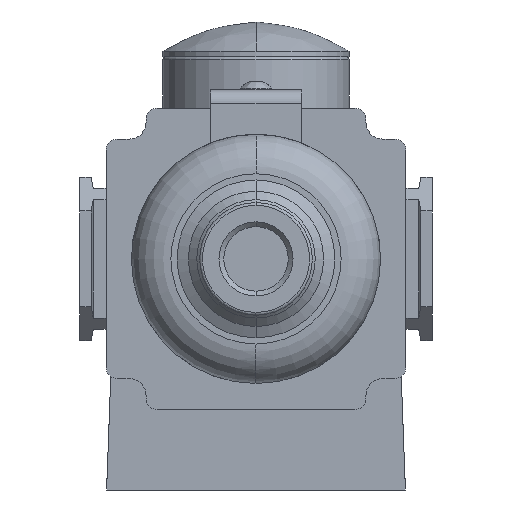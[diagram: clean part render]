
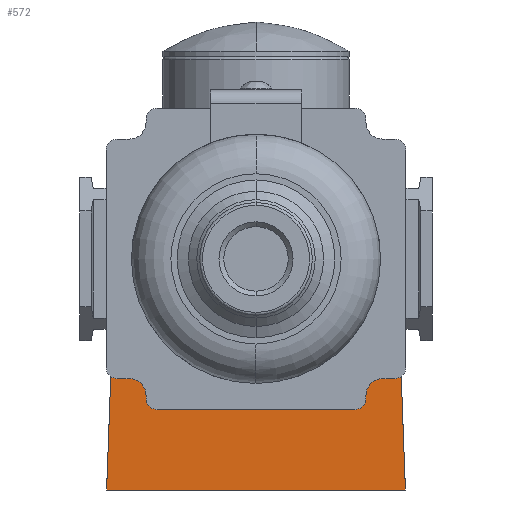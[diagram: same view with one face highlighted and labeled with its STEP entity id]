
A CAD part, front view. The second image highlights one B-rep face of the part: STEP entity #572.
In plain terms, the highlighted planar face has unit normal (0, -1, 0).
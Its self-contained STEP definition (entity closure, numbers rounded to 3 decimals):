
#14 = EDGE_CURVE ( 'NONE', #6758, #2002, #3350, .T. ) ;
#39 = VERTEX_POINT ( 'NONE', #1102 ) ;
#149 = CARTESIAN_POINT ( 'NONE',  ( -16., 37.5, -14. ) ) ;
#190 = EDGE_CURVE ( 'NONE', #4298, #39, #3189, .T. ) ;
#324 = EDGE_LOOP ( 'NONE', ( #6808, #6798, #2818, #4520, #6388, #991, #3928, #7225, #995, #6526, #1526, #488, #3091, #2854, #381, #5003, #2958, #7131 ) ) ;
#339 = VERTEX_POINT ( 'NONE', #1777 ) ;
#381 = ORIENTED_EDGE ( 'NONE', *, *, #6532, .T. ) ;
#434 = VECTOR ( 'NONE', #781, 1000. ) ;
#455 = CARTESIAN_POINT ( 'NONE',  ( -13., 37.5, -24.65 ) ) ;
#481 = CARTESIAN_POINT ( 'NONE',  ( -24.4, 37.5, -12. ) ) ;
#488 = ORIENTED_EDGE ( 'NONE', *, *, #1119, .T. ) ;
#507 = DIRECTION ( 'NONE',  ( 0.036, 0., 0.999 ) ) ;
#520 = DIRECTION ( 'NONE',  ( 0., 0., 1. ) ) ;
#572 = ADVANCED_FACE ( 'NONE', ( #3748 ), #2508, .F. ) ;
#588 = CARTESIAN_POINT ( 'NONE',  ( -26.5, 37.5, -39. ) ) ;
#592 = CARTESIAN_POINT ( 'NONE',  ( -26.5, 37.5, -41. ) ) ;
#765 = DIRECTION ( 'NONE',  ( -1., 0., 0. ) ) ;
#768 = CIRCLE ( 'NONE', #4985, 2. ) ;
#781 = DIRECTION ( 'NONE',  ( 0., 0., -1. ) ) ;
#827 = VERTEX_POINT ( 'NONE', #6938 ) ;
#971 = CARTESIAN_POINT ( 'NONE',  ( -24.4, 37.5, -14. ) ) ;
#991 = ORIENTED_EDGE ( 'NONE', *, *, #7366, .F. ) ;
#995 = ORIENTED_EDGE ( 'NONE', *, *, #7562, .T. ) ;
#1097 = LINE ( 'NONE', #5825, #1625 ) ;
#1102 = CARTESIAN_POINT ( 'NONE',  ( 16., 37.5, -14. ) ) ;
#1105 = CARTESIAN_POINT ( 'NONE',  ( 24.4, 37.5, -12. ) ) ;
#1119 = EDGE_CURVE ( 'NONE', #339, #6668, #1195, .T. ) ;
#1174 = CARTESIAN_POINT ( 'NONE',  ( 26.5, 37.5, -39. ) ) ;
#1195 = CIRCLE ( 'NONE', #6024, 2. ) ;
#1210 = AXIS2_PLACEMENT_3D ( 'NONE', #4197, #4959, #3689 ) ;
#1269 = LINE ( 'NONE', #3174, #4732 ) ;
#1338 = DIRECTION ( 'NONE',  ( 0., 0., 1. ) ) ;
#1407 = CARTESIAN_POINT ( 'NONE',  ( 11., 37.5, -24.65 ) ) ;
#1496 = LINE ( 'NONE', #455, #7490 ) ;
#1502 = VECTOR ( 'NONE', #6749, 1000. ) ;
#1517 = VECTOR ( 'NONE', #6795, 1000. ) ;
#1526 = ORIENTED_EDGE ( 'NONE', *, *, #2689, .T. ) ;
#1565 = DIRECTION ( 'NONE',  ( 0., 1., 0. ) ) ;
#1625 = VECTOR ( 'NONE', #5241, 1000. ) ;
#1721 = EDGE_CURVE ( 'NONE', #3109, #5187, #1941, .T. ) ;
#1728 = EDGE_CURVE ( 'NONE', #6223, #6767, #7404, .T. ) ;
#1752 = VECTOR ( 'NONE', #765, 1000. ) ;
#1777 = CARTESIAN_POINT ( 'NONE',  ( 13., 37.5, -24.65 ) ) ;
#1796 = EDGE_CURVE ( 'NONE', #4806, #827, #3676, .T. ) ;
#1941 = CIRCLE ( 'NONE', #4675, 2. ) ;
#2002 = VERTEX_POINT ( 'NONE', #5122 ) ;
#2075 = DIRECTION ( 'NONE',  ( 0., 0., -1. ) ) ;
#2109 = CARTESIAN_POINT ( 'NONE',  ( 13., 37.5, -17. ) ) ;
#2167 = CARTESIAN_POINT ( 'NONE',  ( 26.5, 37.5, -39. ) ) ;
#2186 = CARTESIAN_POINT ( 'NONE',  ( -26.5, 37.5, -41. ) ) ;
#2189 = DIRECTION ( 'NONE',  ( 1., 0., 0. ) ) ;
#2371 = VECTOR ( 'NONE', #507, 1000. ) ;
#2398 = CARTESIAN_POINT ( 'NONE',  ( -13., 37.5, -24.65 ) ) ;
#2449 = LINE ( 'NONE', #4260, #1502 ) ;
#2508 = PLANE ( 'NONE',  #4401 ) ;
#2549 = DIRECTION ( 'NONE',  ( 0., 1., 0. ) ) ;
#2689 = EDGE_CURVE ( 'NONE', #4298, #339, #3899, .T. ) ;
#2734 = DIRECTION ( 'NONE',  ( 1., 0., 0. ) ) ;
#2818 = ORIENTED_EDGE ( 'NONE', *, *, #3070, .T. ) ;
#2825 = DIRECTION ( 'NONE',  ( 0., 0., 1. ) ) ;
#2854 = ORIENTED_EDGE ( 'NONE', *, *, #1721, .T. ) ;
#2958 = ORIENTED_EDGE ( 'NONE', *, *, #3269, .T. ) ;
#3070 = EDGE_CURVE ( 'NONE', #6758, #5424, #6803, .T. ) ;
#3073 = CARTESIAN_POINT ( 'NONE',  ( 13., 37.5, -17. ) ) ;
#3091 = ORIENTED_EDGE ( 'NONE', *, *, #4700, .T. ) ;
#3109 = VERTEX_POINT ( 'NONE', #3579 ) ;
#3174 = CARTESIAN_POINT ( 'NONE',  ( 11., 37.5, -26.65 ) ) ;
#3189 = CIRCLE ( 'NONE', #3436, 3. ) ;
#3248 = EDGE_CURVE ( 'NONE', #4550, #3616, #2449, .T. ) ;
#3269 = EDGE_CURVE ( 'NONE', #4806, #6223, #5458, .T. ) ;
#3283 = VECTOR ( 'NONE', #3316, 1000. ) ;
#3316 = DIRECTION ( 'NONE',  ( 1., 0., 0. ) ) ;
#3350 = LINE ( 'NONE', #4083, #7641 ) ;
#3396 = DIRECTION ( 'NONE',  ( 0., 1., 0. ) ) ;
#3429 = CARTESIAN_POINT ( 'NONE',  ( 24.4, 37.5, -14. ) ) ;
#3436 = AXIS2_PLACEMENT_3D ( 'NONE', #6315, #5699, #4534 ) ;
#3472 = DIRECTION ( 'NONE',  ( 0., 1., 0. ) ) ;
#3554 = VERTEX_POINT ( 'NONE', #6730 ) ;
#3579 = CARTESIAN_POINT ( 'NONE',  ( -11., 37.5, -26.65 ) ) ;
#3616 = VERTEX_POINT ( 'NONE', #7549 ) ;
#3676 = CIRCLE ( 'NONE', #1210, 3. ) ;
#3689 = DIRECTION ( 'NONE',  ( 1., 0., 0. ) ) ;
#3748 = FACE_OUTER_BOUND ( 'NONE', #324, .T. ) ;
#3899 = LINE ( 'NONE', #2109, #5675 ) ;
#3928 = ORIENTED_EDGE ( 'NONE', *, *, #3248, .F. ) ;
#3935 = DIRECTION ( 'NONE',  ( 1., 0., 0. ) ) ;
#3952 = CARTESIAN_POINT ( 'NONE',  ( 24.4, 37.5, -14. ) ) ;
#4002 = LINE ( 'NONE', #3429, #7124 ) ;
#4050 = DIRECTION ( 'NONE',  ( 0., 1., 0. ) ) ;
#4068 = CARTESIAN_POINT ( 'NONE',  ( 25.511, 37.5, -13.663 ) ) ;
#4083 = CARTESIAN_POINT ( 'NONE',  ( -26.5, 37.5, -39. ) ) ;
#4172 = EDGE_CURVE ( 'NONE', #2002, #6767, #4194, .T. ) ;
#4194 = LINE ( 'NONE', #592, #2371 ) ;
#4197 = CARTESIAN_POINT ( 'NONE',  ( -16., 37.5, -17. ) ) ;
#4220 = EDGE_CURVE ( 'NONE', #3554, #5424, #1097, .T. ) ;
#4260 = CARTESIAN_POINT ( 'NONE',  ( 24.984, 37.5, 0.904 ) ) ;
#4298 = VERTEX_POINT ( 'NONE', #3073 ) ;
#4353 = EDGE_CURVE ( 'NONE', #5943, #3554, #6869, .T. ) ;
#4401 = AXIS2_PLACEMENT_3D ( 'NONE', #7286, #2549, #1338 ) ;
#4469 = LINE ( 'NONE', #6843, #3283 ) ;
#4520 = ORIENTED_EDGE ( 'NONE', *, *, #4220, .F. ) ;
#4534 = DIRECTION ( 'NONE',  ( 1., 0., 0. ) ) ;
#4550 = VERTEX_POINT ( 'NONE', #4068 ) ;
#4675 = AXIS2_PLACEMENT_3D ( 'NONE', #5801, #3396, #2189 ) ;
#4700 = EDGE_CURVE ( 'NONE', #6668, #3109, #1269, .T. ) ;
#4732 = VECTOR ( 'NONE', #6741, 1000. ) ;
#4806 = VERTEX_POINT ( 'NONE', #6698 ) ;
#4959 = DIRECTION ( 'NONE',  ( 0., 1., 0. ) ) ;
#4966 = CARTESIAN_POINT ( 'NONE',  ( -26.5, 37.5, -39. ) ) ;
#4985 = AXIS2_PLACEMENT_3D ( 'NONE', #1105, #3472, #520 ) ;
#5003 = ORIENTED_EDGE ( 'NONE', *, *, #1796, .F. ) ;
#5016 = VERTEX_POINT ( 'NONE', #3952 ) ;
#5122 = CARTESIAN_POINT ( 'NONE',  ( -26.428, 37.5, -39. ) ) ;
#5158 = CARTESIAN_POINT ( 'NONE',  ( 11., 37.5, -26.65 ) ) ;
#5187 = VERTEX_POINT ( 'NONE', #2398 ) ;
#5238 = CARTESIAN_POINT ( 'NONE',  ( -25.511, 37.5, -13.663 ) ) ;
#5241 = DIRECTION ( 'NONE',  ( -1., 0., 0. ) ) ;
#5424 = VERTEX_POINT ( 'NONE', #2186 ) ;
#5458 = LINE ( 'NONE', #149, #1752 ) ;
#5462 = EDGE_CURVE ( 'NONE', #4550, #5016, #768, .T. ) ;
#5675 = VECTOR ( 'NONE', #2075, 1000. ) ;
#5699 = DIRECTION ( 'NONE',  ( 0., 1., 0. ) ) ;
#5794 = DIRECTION ( 'NONE',  ( -1., 0., 0. ) ) ;
#5801 = CARTESIAN_POINT ( 'NONE',  ( -11., 37.5, -24.65 ) ) ;
#5825 = CARTESIAN_POINT ( 'NONE',  ( 26.5, 37.5, -41. ) ) ;
#5943 = VERTEX_POINT ( 'NONE', #1174 ) ;
#6024 = AXIS2_PLACEMENT_3D ( 'NONE', #1407, #1565, #3935 ) ;
#6223 = VERTEX_POINT ( 'NONE', #971 ) ;
#6315 = CARTESIAN_POINT ( 'NONE',  ( 16., 37.5, -17. ) ) ;
#6388 = ORIENTED_EDGE ( 'NONE', *, *, #4353, .F. ) ;
#6456 = DIRECTION ( 'NONE',  ( 1., 0., 0. ) ) ;
#6526 = ORIENTED_EDGE ( 'NONE', *, *, #190, .F. ) ;
#6532 = EDGE_CURVE ( 'NONE', #5187, #827, #1496, .T. ) ;
#6668 = VERTEX_POINT ( 'NONE', #5158 ) ;
#6698 = CARTESIAN_POINT ( 'NONE',  ( -16., 37.5, -14. ) ) ;
#6730 = CARTESIAN_POINT ( 'NONE',  ( 26.5, 37.5, -41. ) ) ;
#6741 = DIRECTION ( 'NONE',  ( -1., 0., 0. ) ) ;
#6749 = DIRECTION ( 'NONE',  ( 0.036, 0., -0.999 ) ) ;
#6758 = VERTEX_POINT ( 'NONE', #588 ) ;
#6767 = VERTEX_POINT ( 'NONE', #5238 ) ;
#6795 = DIRECTION ( 'NONE',  ( 0., 0., -1. ) ) ;
#6798 = ORIENTED_EDGE ( 'NONE', *, *, #14, .F. ) ;
#6803 = LINE ( 'NONE', #4966, #434 ) ;
#6808 = ORIENTED_EDGE ( 'NONE', *, *, #4172, .F. ) ;
#6843 = CARTESIAN_POINT ( 'NONE',  ( -26.5, 37.5, -39. ) ) ;
#6869 = LINE ( 'NONE', #2167, #1517 ) ;
#6938 = CARTESIAN_POINT ( 'NONE',  ( -13., 37.5, -17. ) ) ;
#7124 = VECTOR ( 'NONE', #5794, 1000. ) ;
#7131 = ORIENTED_EDGE ( 'NONE', *, *, #1728, .T. ) ;
#7225 = ORIENTED_EDGE ( 'NONE', *, *, #5462, .T. ) ;
#7275 = AXIS2_PLACEMENT_3D ( 'NONE', #481, #4050, #2734 ) ;
#7286 = CARTESIAN_POINT ( 'NONE',  ( 0., 37.5, 0. ) ) ;
#7366 = EDGE_CURVE ( 'NONE', #3616, #5943, #4469, .T. ) ;
#7404 = CIRCLE ( 'NONE', #7275, 2. ) ;
#7490 = VECTOR ( 'NONE', #2825, 1000. ) ;
#7549 = CARTESIAN_POINT ( 'NONE',  ( 26.428, 37.5, -39. ) ) ;
#7562 = EDGE_CURVE ( 'NONE', #5016, #39, #4002, .T. ) ;
#7641 = VECTOR ( 'NONE', #6456, 1000. ) ;
